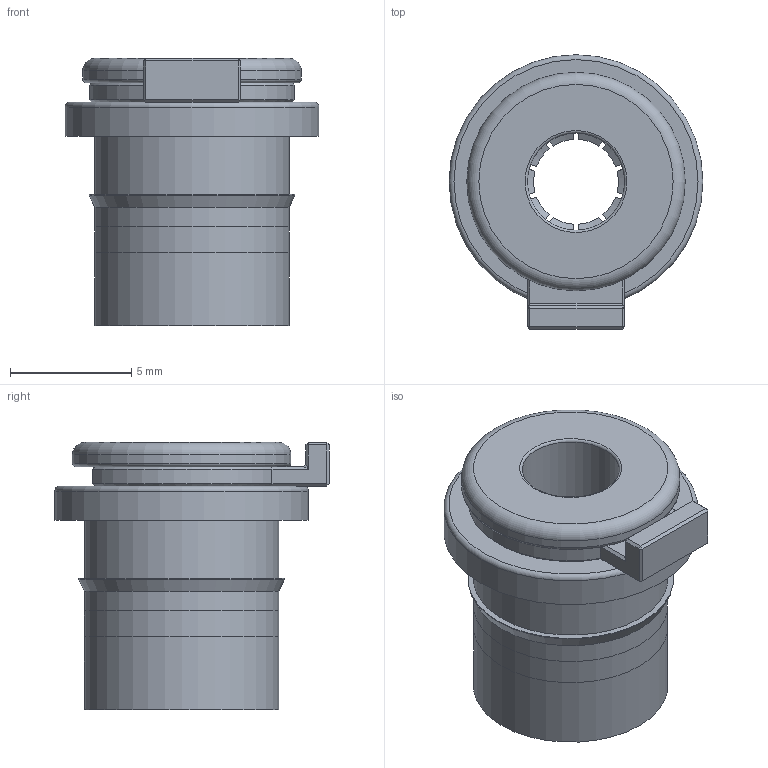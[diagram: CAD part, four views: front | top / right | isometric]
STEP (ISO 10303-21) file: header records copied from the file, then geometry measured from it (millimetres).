
FILE_DESCRIPTION(/* description */ (''),/* implementation_level */ '2;1');
FILE_NAME(/* name */ 'ECAS Bowden Collet_v5.step',/* time_stamp */ '2023-05-25T11:00:02-07:00',/* author */ (''),/* organization */ (''),/* preprocessor_version */ 'ST-DEVELOPER v19.2',/* originating_system */ 'Autodesk Translation Framework v12.4.0.73',/* authorisation */ '');
FILE_SCHEMA (('AUTOMOTIVE_DESIGN { 1 0 10303 214 3 1 1 }'));
Length unit declared in the file: millimetre
Products named in the file (7): ECAS_Collet; Plunger; Rubber Seal; Seal Retainer; Grab Ring; Collet Body; Lock
Assembly tree (6 placements, depth 2):
  ECAS_Collet
    Plunger
    Rubber Seal
    Seal Retainer
    Grab Ring
    Collet Body
    Lock
Bounding box: 10.45 x 11.31 x 11 mm (x, y, z)
Volume: 420 mm3; surface area: 1193.9 mm2
Topology: 6 solids, 6 shells, 304 faces, 786 edges, 501 vertices
Faces by surface type: plane 138, cylinder 102, torus 33, cone 31
Full cylindrical faces by diameter (mm): 4 x2, 5.5 x3, 6 x2, 6.119 x1, 6.5 x2, 6.8 x1, 7.7 x1, 8 x4, 8.47 x1, 9 x1, 10.45 x1
Entity records: 9792 total; most frequent: CARTESIAN_POINT 2072, DIRECTION 1639, ORIENTED_EDGE 1572, EDGE_CURVE 786, AXIS2_PLACEMENT_3D 642, VERTEX_POINT 501, LINE 355, VECTOR 355
